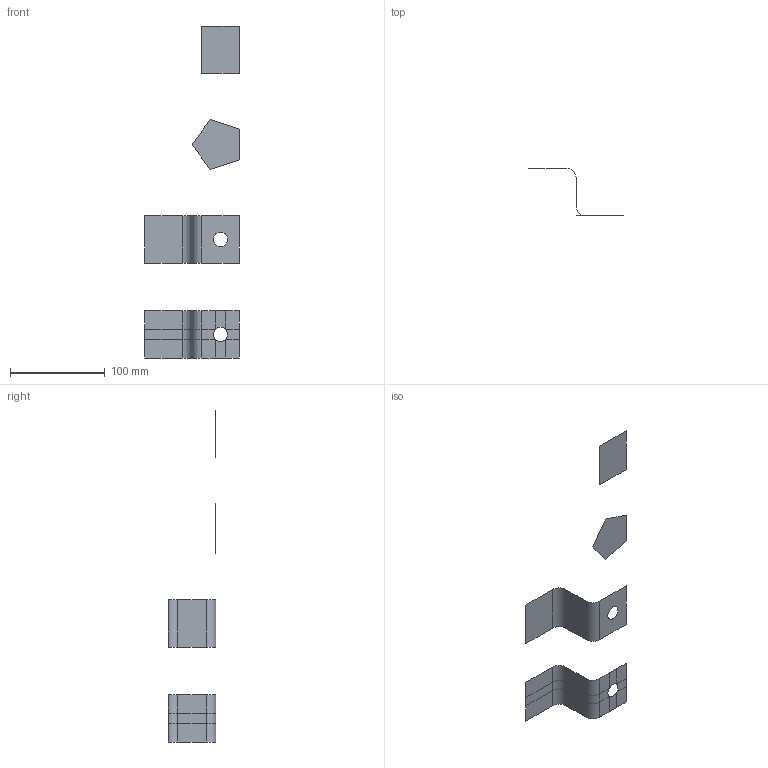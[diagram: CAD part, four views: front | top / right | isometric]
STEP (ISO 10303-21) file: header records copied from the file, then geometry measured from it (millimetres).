
FILE_DESCRIPTION (( 'STEP AP214' ), '1' );
FILE_NAME ('gmsh_shell.STEP', '2023-10-17T09:17:12', ( '' ), ( '' ), 'SwSTEP 2.0', 'SolidWorks 2022', '' );
FILE_SCHEMA (( 'AUTOMOTIVE_DESIGN' ));
Length unit declared in the file: millimetre
Products named in the file (1): gmsh_shell
Bounding box: 100 x 50 x 350 mm (x, y, z)
Surface area: 17604.5 mm2 (no closed solid volume)
Topology: 0 solids, 4 shells, 27 faces, 79 edges, 55 vertices
Faces by surface type: plane 19, cylinder 8
Entity records: 886 total; most frequent: CARTESIAN_POINT 162, DIRECTION 153, ORIENTED_EDGE 111, EDGE_CURVE 79, VECTOR 61, LINE 61, VERTEX_POINT 55, AXIS2_PLACEMENT_3D 46
